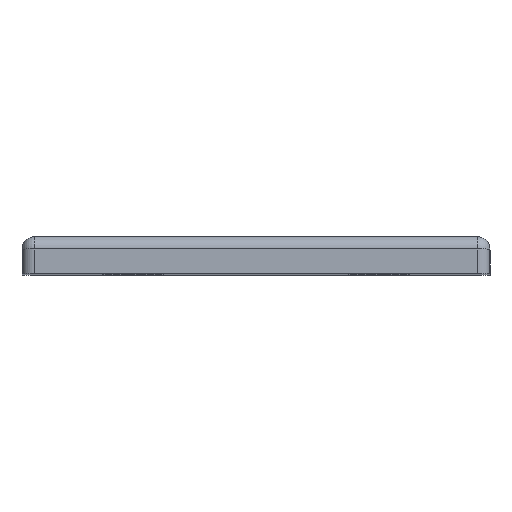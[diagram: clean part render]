
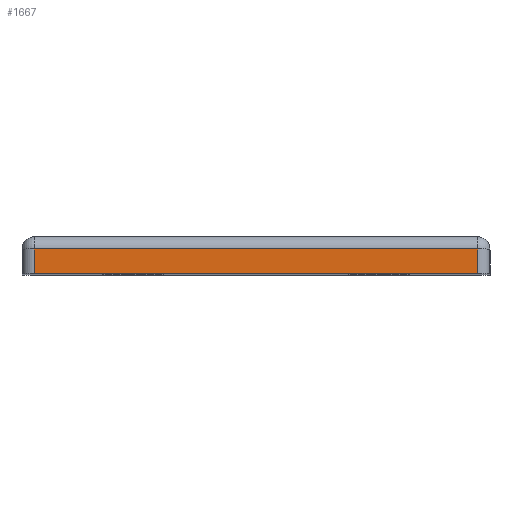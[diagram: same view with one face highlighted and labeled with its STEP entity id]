
A CAD part, top view. The second image highlights one B-rep face of the part: STEP entity #1667.
In plain terms, the highlighted planar face has unit normal (0, 0, 1).
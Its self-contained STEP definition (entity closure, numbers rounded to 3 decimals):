
#41 = CARTESIAN_POINT ( 'NONE',  ( 34., 0., 80. ) ) ;
#66 = EDGE_CURVE ( 'NONE', #772, #125, #1224, .T. ) ;
#69 = CARTESIAN_POINT ( 'NONE',  ( -38., 4., 80. ) ) ;
#95 = FACE_OUTER_BOUND ( 'NONE', #260, .T. ) ;
#125 = VERTEX_POINT ( 'NONE', #1848 ) ;
#167 = VECTOR ( 'NONE', #284, 1000. ) ;
#196 = LINE ( 'NONE', #770, #1482 ) ;
#254 = DIRECTION ( 'NONE',  ( 0., 1., 0. ) ) ;
#260 = EDGE_LOOP ( 'NONE', ( #1034, #1395, #942, #1175 ) ) ;
#284 = DIRECTION ( 'NONE',  ( 0., -1., 0. ) ) ;
#337 = DIRECTION ( 'NONE',  ( 1., 0., 0. ) ) ;
#371 = LINE ( 'NONE', #69, #953 ) ;
#526 = PLANE ( 'NONE',  #1892 ) ;
#566 = CARTESIAN_POINT ( 'NONE',  ( 34., 6., 80. ) ) ;
#645 = DIRECTION ( 'NONE',  ( -1., 0., 0. ) ) ;
#770 = CARTESIAN_POINT ( 'NONE',  ( -38., 0., 80. ) ) ;
#772 = VERTEX_POINT ( 'NONE', #1783 ) ;
#942 = ORIENTED_EDGE ( 'NONE', *, *, #66, .T. ) ;
#953 = VECTOR ( 'NONE', #645, 1000. ) ;
#996 = EDGE_CURVE ( 'NONE', #125, #1470, #196, .T. ) ;
#1014 = VERTEX_POINT ( 'NONE', #1476 ) ;
#1034 = ORIENTED_EDGE ( 'NONE', *, *, #1363, .F. ) ;
#1112 = CARTESIAN_POINT ( 'NONE',  ( -38., 6., 80. ) ) ;
#1140 = LINE ( 'NONE', #566, #167 ) ;
#1175 = ORIENTED_EDGE ( 'NONE', *, *, #996, .T. ) ;
#1224 = LINE ( 'NONE', #1505, #1588 ) ;
#1253 = DIRECTION ( 'NONE',  ( 0., 0., -1. ) ) ;
#1361 = DIRECTION ( 'NONE',  ( 0., -1., 0. ) ) ;
#1363 = EDGE_CURVE ( 'NONE', #1014, #1470, #1140, .T. ) ;
#1395 = ORIENTED_EDGE ( 'NONE', *, *, #1602, .T. ) ;
#1470 = VERTEX_POINT ( 'NONE', #41 ) ;
#1476 = CARTESIAN_POINT ( 'NONE',  ( 34., 4., 80. ) ) ;
#1482 = VECTOR ( 'NONE', #337, 1000. ) ;
#1505 = CARTESIAN_POINT ( 'NONE',  ( -38., 6., 80. ) ) ;
#1588 = VECTOR ( 'NONE', #1361, 1000. ) ;
#1602 = EDGE_CURVE ( 'NONE', #1014, #772, #371, .T. ) ;
#1667 = ADVANCED_FACE ( 'NONE', ( #95 ), #526, .F. ) ;
#1783 = CARTESIAN_POINT ( 'NONE',  ( -38., 4., 80. ) ) ;
#1848 = CARTESIAN_POINT ( 'NONE',  ( -38., 0., 80. ) ) ;
#1892 = AXIS2_PLACEMENT_3D ( 'NONE', #1112, #1253, #254 ) ;
